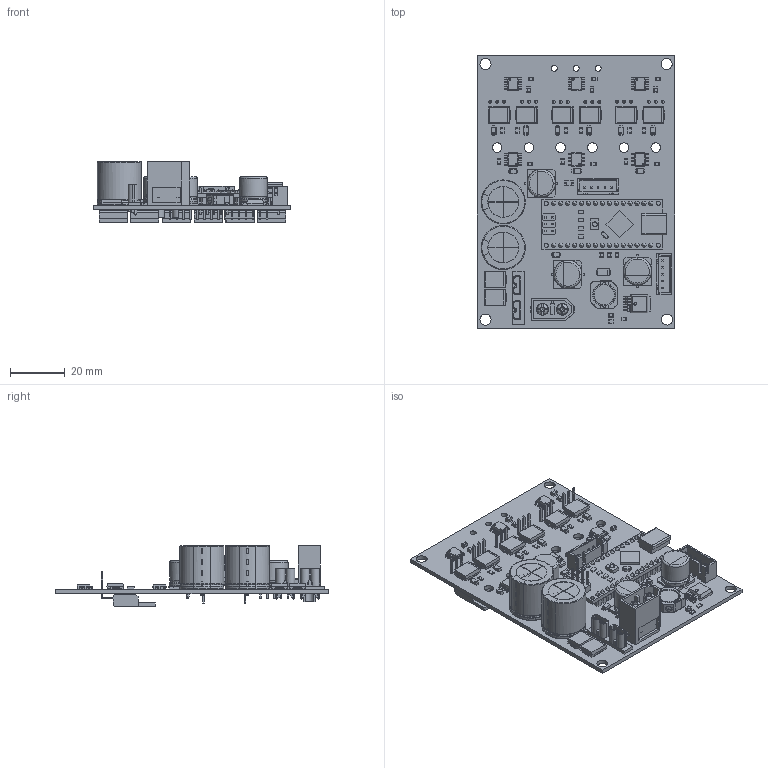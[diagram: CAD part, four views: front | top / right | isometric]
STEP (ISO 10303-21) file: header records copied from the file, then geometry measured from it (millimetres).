
FILE_DESCRIPTION(('KiCad electronic assembly'),'2;1');
FILE_NAME('Inverter.step','2025-05-24T01:39:00',('Pcbnew'),('Kicad'), 'Open CASCADE STEP processor 7.8','KiCad to STEP converter','Unknown' );
FILE_SCHEMA(('AUTOMOTIVE_DESIGN { 1 0 10303 214 1 1 1 1 }'));
Length unit declared in the file: millimetre
Products named in the file (23): Inverter 1; JST_XH_B5B-XH-A_1x05_P2.50mm_Vertical; D_SMC; C_0805_2012Metric; Nexperia_CFP3_SOD-123W; Inverter 1.5.1; R_0805_2012Metric; SOIC-8_3.9x4.9mm_P1.27mm; CP_Radial_D16.0mm_P7.50mm; CDRH104RNP-150NC; CP_Elec_10x10.5; 3522-2; Arduino_Nano; TO-252-5_TabPin3; Inverter 1.36.1; D_SMA; AMASS_XT60-M_1x02_P7.2mm_Vertical; 1206L035YR; Body; solidIntersect; Terminal; TO-220-3_Horizontal_TabUp; Inverter_PCB
Assembly tree (85 placements, depth 3):
  Inverter 1
    JST_XH_B5B-XH-A_1x05_P2.50mm_Vertical  x2
    D_SMC  x8
    C_0805_2012Metric  x16
    Nexperia_CFP3_SOD-123W  x11
      Inverter 1.5.1
    R_0805_2012Metric  x18
    SOIC-8_3.9x4.9mm_P1.27mm  x6
    CP_Radial_D16.0mm_P7.50mm  x2
    CDRH104RNP-150NC
    CP_Elec_10x10.5  x3
    3522-2
    Arduino_Nano
    TO-252-5_TabPin3
      Inverter 1.36.1
    D_SMA
    AMASS_XT60-M_1x02_P7.2mm_Vertical
    1206L035YR
      Body
      solidIntersect
      Terminal
    TO-220-3_Horizontal_TabUp  x6
    Inverter_PCB
Bounding box: 71.9 x 99.05 x 22.14 mm (x, y, z)
Volume: 27720.4 mm3; surface area: 34407.2 mm2
Topology: 133 solids, 135 shells, 5178 faces, 13074 edges, 8361 vertices
Faces by surface type: plane 3007, bspline 1261, cylinder 861, torus 24, revolution 15, cone 10
Full cylindrical faces by diameter (mm): 0.6 x6, 0.9 x4, 0.95 x10, 1 x31, 1.1 x18, 1.2 x4, 2.2 x3, 2.59 x4, 3 x2, 3.5 x6, 3.735 x6, 4.011 x4, 4.3 x4, 4.5 x2, 6 x2, 10 x6
Entity records: 75542 total; most frequent: CARTESIAN_POINT 19176, ORIENTED_EDGE 10924, DIRECTION 6561, EDGE_CURVE 5462, VERTEX_POINT 3518, LINE 2530, VECTOR 2530, FACE_BOUND 2490
